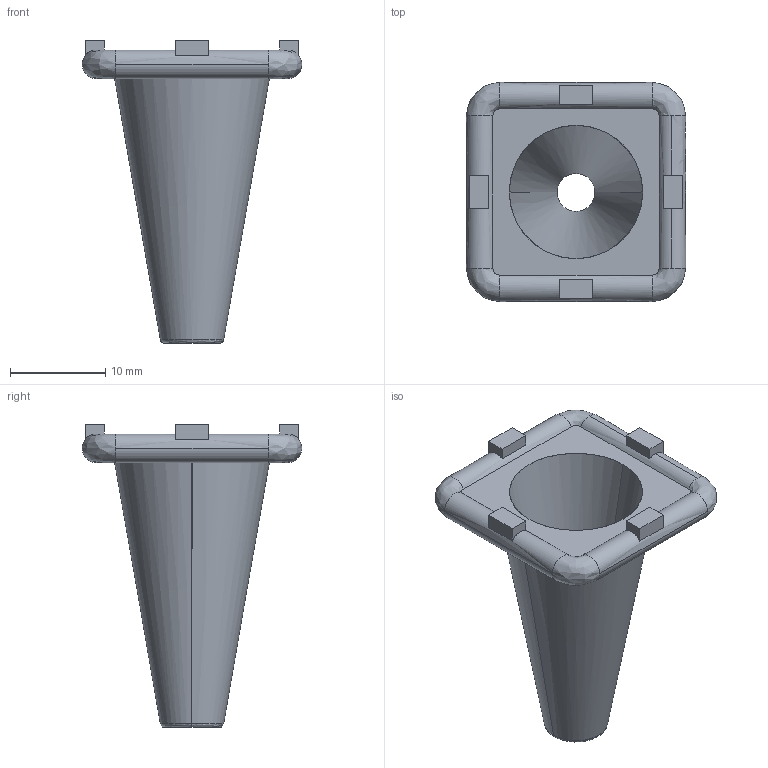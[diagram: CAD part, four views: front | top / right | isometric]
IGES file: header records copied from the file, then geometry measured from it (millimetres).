
Start section: SolidWorks IGES file using analytic representation for surfaces
Global section: file name: 10-10440a.igs; native system: SolidWorks 2012; preprocessor: SolidWorks 2012; author: Administrator; date: 140413.192203; units: millimetre
Bounding box: 23 x 23 x 31.75 mm (x, y, z)
Surface area: 2802.3 mm2 (no closed solid volume)
Topology: 0 solids, 0 shells, 47 faces, 486 edges, 486 vertices
Faces by surface type: bspline 32, revolution 15
